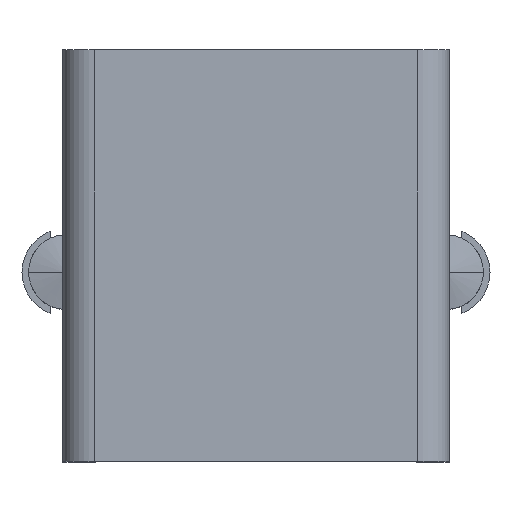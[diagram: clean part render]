
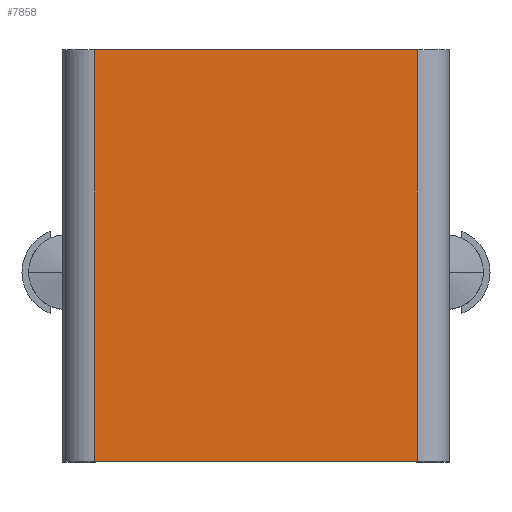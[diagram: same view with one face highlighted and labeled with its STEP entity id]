
A CAD part, top view. The second image highlights one B-rep face of the part: STEP entity #7858.
In plain terms, the highlighted planar face has unit normal (0, 0, 1).
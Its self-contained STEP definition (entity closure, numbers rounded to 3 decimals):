
#2791 = VERTEX_POINT('',#2792);
#2792 = CARTESIAN_POINT('',(-5.1,3.4,14.55));
#2799 = EDGE_CURVE('',#2791,#2800,#2802,.T.);
#2800 = VERTEX_POINT('',#2801);
#2801 = CARTESIAN_POINT('',(5.1,3.4,14.55));
#2802 = LINE('',#2803,#2804);
#2803 = CARTESIAN_POINT('',(-6.1,3.4,14.55));
#2804 = VECTOR('',#2805,1.);
#2805 = DIRECTION('',(1.,0.,0.));
#7838 = VERTEX_POINT('',#7839);
#7839 = CARTESIAN_POINT('',(-5.1,-9.6,14.55));
#7846 = EDGE_CURVE('',#7838,#2791,#7847,.T.);
#7847 = LINE('',#7848,#7849);
#7848 = CARTESIAN_POINT('',(-5.1,-9.6,14.55));
#7849 = VECTOR('',#7850,1.);
#7850 = DIRECTION('',(0.,1.,0.));
#7858 = ADVANCED_FACE('',(#7859),#7877,.T.);
#7859 = FACE_BOUND('',#7860,.T.);
#7860 = EDGE_LOOP('',(#7861,#7862,#7863,#7871));
#7861 = ORIENTED_EDGE('',*,*,#2799,.F.);
#7862 = ORIENTED_EDGE('',*,*,#7846,.F.);
#7863 = ORIENTED_EDGE('',*,*,#7864,.T.);
#7864 = EDGE_CURVE('',#7838,#7865,#7867,.T.);
#7865 = VERTEX_POINT('',#7866);
#7866 = CARTESIAN_POINT('',(5.1,-9.6,14.55));
#7867 = LINE('',#7868,#7869);
#7868 = CARTESIAN_POINT('',(-6.1,-9.6,14.55));
#7869 = VECTOR('',#7870,1.);
#7870 = DIRECTION('',(1.,0.,0.));
#7871 = ORIENTED_EDGE('',*,*,#7872,.T.);
#7872 = EDGE_CURVE('',#7865,#2800,#7873,.T.);
#7873 = LINE('',#7874,#7875);
#7874 = CARTESIAN_POINT('',(5.1,-9.6,14.55));
#7875 = VECTOR('',#7876,1.);
#7876 = DIRECTION('',(0.,1.,0.));
#7877 = PLANE('',#7878);
#7878 = AXIS2_PLACEMENT_3D('',#7879,#7880,#7881);
#7879 = CARTESIAN_POINT('',(-6.1,-9.6,14.55));
#7880 = DIRECTION('',(0.,0.,1.));
#7881 = DIRECTION('',(1.,0.,0.));
